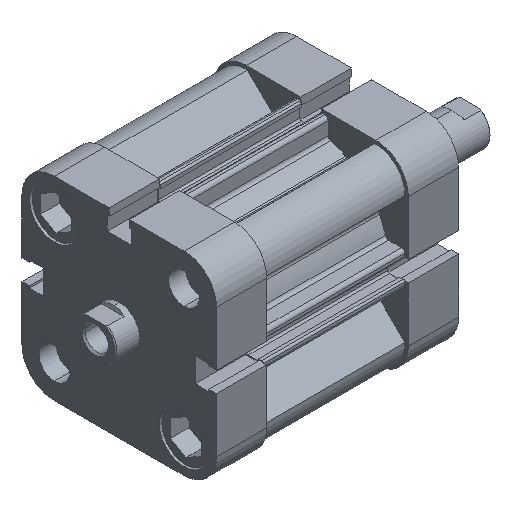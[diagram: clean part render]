
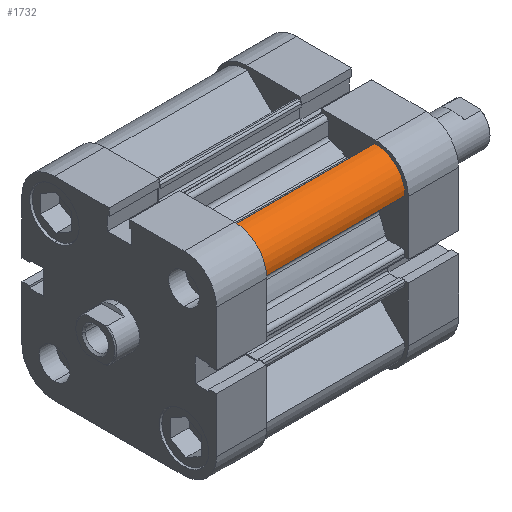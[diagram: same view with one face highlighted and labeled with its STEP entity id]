
A CAD part, isometric view. The second image highlights one B-rep face of the part: STEP entity #1732.
In plain terms, the highlighted cylindrical face has radius 8.5 mm (diameter 17 mm), a partial arc.
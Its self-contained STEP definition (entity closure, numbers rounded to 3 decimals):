
#6 = ORIENTED_EDGE ( 'NONE', *, *, #2099, .T. ) ;
#7 = ORIENTED_EDGE ( 'NONE', *, *, #1917, .F. ) ;
#8 = ORIENTED_EDGE ( 'NONE', *, *, #2085, .F. ) ;
#9 = ORIENTED_EDGE ( 'NONE', *, *, #2034, .T. ) ;
#666 = EDGE_LOOP ( 'NONE', ( #9, #8, #7, #6 ) ) ;
#1380 = FACE_OUTER_BOUND ( 'NONE', #666, .T. ) ;
#1382 = CYLINDRICAL_SURFACE ( 'NONE', #2357, 8.5 ) ;
#1669 = CIRCLE ( 'NONE', #2504, 8.5 ) ;
#1732 = ADVANCED_FACE ( 'NONE', ( #1380 ), #1382, .T. ) ;
#1917 = EDGE_CURVE ( 'NONE', #6798, #6827, #1669, .T. ) ;
#2034 = EDGE_CURVE ( 'NONE', #5388, #5367, #4090, .T. ) ;
#2085 = EDGE_CURVE ( 'NONE', #6827, #5367, #4169, .T. ) ;
#2099 = EDGE_CURVE ( 'NONE', #6798, #5388, #4199, .T. ) ;
#2357 = AXIS2_PLACEMENT_3D ( 'NONE', #6237, #6224, #6228 ) ;
#2504 = AXIS2_PLACEMENT_3D ( 'NONE', #2870, #2879, #2880 ) ;
#2561 = AXIS2_PLACEMENT_3D ( 'NONE', #3164, #3172, #3173 ) ;
#2870 = CARTESIAN_POINT ( 'NONE',  ( 19., -19., 41.5 ) ) ;
#2879 = DIRECTION ( 'NONE',  ( 0., 0., 1. ) ) ;
#2880 = DIRECTION ( 'NONE',  ( -1., 0., 0. ) ) ;
#3164 = CARTESIAN_POINT ( 'NONE',  ( 19., -19., 0. ) ) ;
#3172 = DIRECTION ( 'NONE',  ( 0., 0., 1. ) ) ;
#3173 = DIRECTION ( 'NONE',  ( -1., 0., 0. ) ) ;
#3298 = CARTESIAN_POINT ( 'NONE',  ( 27.493, -18.654, 41.5 ) ) ;
#3299 = DIRECTION ( 'NONE',  ( 0., 0., -1. ) ) ;
#3326 = CARTESIAN_POINT ( 'NONE',  ( 18.654, -27.493, 41.5 ) ) ;
#3327 = DIRECTION ( 'NONE',  ( 0., 0., -1. ) ) ;
#3539 = CARTESIAN_POINT ( 'NONE',  ( 27.493, -18.654, 0. ) ) ;
#3560 = CARTESIAN_POINT ( 'NONE',  ( 18.654, -27.493, 0. ) ) ;
#3673 = CARTESIAN_POINT ( 'NONE',  ( 18.654, -27.493, 41.5 ) ) ;
#3703 = CARTESIAN_POINT ( 'NONE',  ( 27.493, -18.654, 41.5 ) ) ;
#4090 = CIRCLE ( 'NONE', #2561, 8.5 ) ;
#4169 = LINE ( 'NONE', #3298, #4170 ) ;
#4170 = VECTOR ( 'NONE', #3299, 1000. ) ;
#4199 = LINE ( 'NONE', #3326, #4200 ) ;
#4200 = VECTOR ( 'NONE', #3327, 1000. ) ;
#5367 = VERTEX_POINT ( 'NONE', #3539 ) ;
#5388 = VERTEX_POINT ( 'NONE', #3560 ) ;
#6224 = DIRECTION ( 'NONE',  ( 0., 0., -1. ) ) ;
#6228 = DIRECTION ( 'NONE',  ( -1., 0., 0. ) ) ;
#6237 = CARTESIAN_POINT ( 'NONE',  ( 19., -19., 41.5 ) ) ;
#6798 = VERTEX_POINT ( 'NONE', #3673 ) ;
#6827 = VERTEX_POINT ( 'NONE', #3703 ) ;
